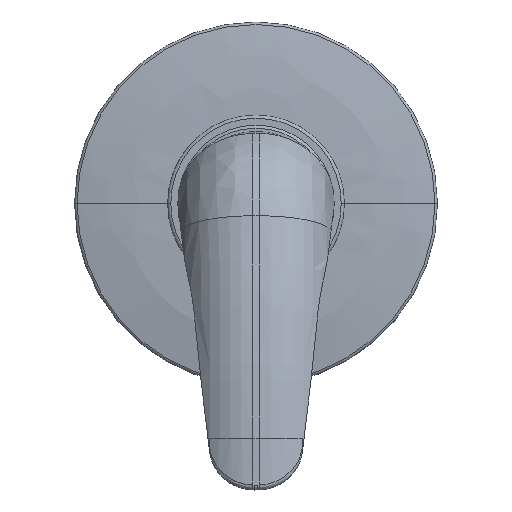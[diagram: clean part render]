
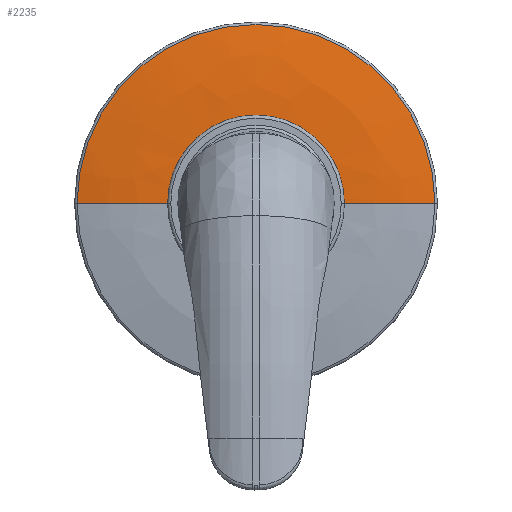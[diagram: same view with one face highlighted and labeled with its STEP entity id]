
A CAD part, top view. The second image highlights one B-rep face of the part: STEP entity #2235.
In plain terms, the highlighted free-form (B-spline) face has degree [3, 3] with [7, 4] control points.
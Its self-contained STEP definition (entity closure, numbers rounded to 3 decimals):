
#78=CARTESIAN_POINT('',(0.,0.,43.999));
#79=DIRECTION('',(0.,0.,-1.));
#80=DIRECTION('',(-1.,0.,0.));
#81=AXIS2_PLACEMENT_3D('',#78,#79,#80);
#83=CARTESIAN_POINT('',(0.,0.,41.16));
#84=DIRECTION('',(0.,0.,1.));
#85=DIRECTION('',(1.,0.,0.));
#86=AXIS2_PLACEMENT_3D('',#83,#84,#85);
#93=CARTESIAN_POINT('',(28.144,0.,-106.));
#94=DIRECTION('',(0.,-1.,0.));
#95=DIRECTION('',(0.194,0.,0.981));
#96=AXIS2_PLACEMENT_3D('',#93,#94,#95);
#103=CARTESIAN_POINT('',(-28.144,0.,-106.));
#104=DIRECTION('',(0.,1.,0.));
#105=DIRECTION('',(-0.194,0.,0.981));
#106=AXIS2_PLACEMENT_3D('',#103,#104,#105);
#1993=CARTESIAN_POINT('',(57.194,0.,41.16));
#1994=CARTESIAN_POINT('',(-57.194,0.,
41.16));
#1995=VERTEX_POINT('',#1993);
#1996=VERTEX_POINT('',#1994);
#2013=CARTESIAN_POINT('',(-27.5,0.,43.999));
#2014=CARTESIAN_POINT('',(27.5,0.,43.999));
#2015=VERTEX_POINT('',#2013);
#2016=VERTEX_POINT('',#2014);
#2197=CARTESIAN_POINT('',(-26.849,-1.689,
43.995));
#2198=CARTESIAN_POINT('',(-37.205,-2.341,
44.081));
#2199=CARTESIAN_POINT('',(-47.514,-2.989,
43.093));
#2200=CARTESIAN_POINT('',(-57.666,-3.628,
41.043));
#2201=CARTESIAN_POINT('',(-27.889,14.834,43.995));
#2202=CARTESIAN_POINT('',(-38.645,20.555,44.081));
#2203=CARTESIAN_POINT('',(-49.354,26.251,43.093));
#2204=CARTESIAN_POINT('',(-59.898,31.859,41.043));
#2205=CARTESIAN_POINT('',(-16.556,26.902,43.995));
#2206=CARTESIAN_POINT('',(-22.941,37.279,44.081));
#2207=CARTESIAN_POINT('',(-29.298,47.608,43.093));
#2208=CARTESIAN_POINT('',(-35.558,57.78,41.043));
#2209=CARTESIAN_POINT('',(0.,26.902,43.995));
#2210=CARTESIAN_POINT('',(0.,37.279,44.081));
#2211=CARTESIAN_POINT('',(0.,47.608,43.093));
#2212=CARTESIAN_POINT('',(0.,57.78,41.043));
#2213=CARTESIAN_POINT('',(16.556,26.902,43.995));
#2214=CARTESIAN_POINT('',(22.941,37.279,44.081));
#2215=CARTESIAN_POINT('',(29.298,47.608,43.093));
#2216=CARTESIAN_POINT('',(35.558,57.78,41.043));
#2217=CARTESIAN_POINT('',(27.889,14.834,43.995));
#2218=CARTESIAN_POINT('',(38.645,20.555,44.081));
#2219=CARTESIAN_POINT('',(49.354,26.251,43.093));
#2220=CARTESIAN_POINT('',(59.898,31.859,41.043));
#2221=CARTESIAN_POINT('',(26.849,-1.689,43.995));
#2222=CARTESIAN_POINT('',(37.205,-2.341,44.081));
#2223=CARTESIAN_POINT('',(47.514,-2.989,43.093));
#2224=CARTESIAN_POINT('',(57.666,-3.628,41.043));
#2225=(BOUNDED_SURFACE()B_SPLINE_SURFACE(3,3,((#2197,#2198,#2199,#2200),(#2201,
#2202,#2203,#2204),(#2205,#2206,#2207,#2208),(#2209,#2210,#2211,#2212),(#2213,
#2214,#2215,#2216),(#2217,#2218,#2219,#2220),(#2221,#2222,#2223,#2224)),
.UNSPECIFIED.,.F.,.F.,.F.)B_SPLINE_SURFACE_WITH_KNOTS((4,3,4),(4,4),(0.,1.,
2.),(0.,1.),.UNSPECIFIED.)GEOMETRIC_REPRESENTATION_ITEM()RATIONAL_B_SPLINE_SURFACE(((1.19,1.186,1.186,1.19),(
0.94,0.937,0.937,0.94),(
0.94,0.937,0.937,0.94),(
1.19,1.186,1.186,1.19),(
0.94,0.937,0.937,0.94),(
0.94,0.937,0.937,0.94),(
1.19,1.186,1.186,1.19)))REPRESENTATION_ITEM('')SURFACE());
#2226=ORIENTED_EDGE('',*,*,#2183,.F.);
#2228=ORIENTED_EDGE('',*,*,#2227,.F.);
#2230=ORIENTED_EDGE('',*,*,#2229,.F.);
#2232=ORIENTED_EDGE('',*,*,#2231,.T.);
#2233=EDGE_LOOP('',(#2226,#2228,#2230,#2232));
#2234=FACE_OUTER_BOUND('',#2233,.F.);
#2235=ADVANCED_FACE('',(#2234),#2225,.T.);
#82=CIRCLE('',#81,27.5);
#87=CIRCLE('',#86,57.194);
#97=CIRCLE('',#96,150.);
#107=CIRCLE('',#106,150.);
#2183=EDGE_CURVE('',#2015,#2016,#82,.T.);
#2227=EDGE_CURVE('',#1996,#2015,#107,.T.);
#2229=EDGE_CURVE('',#1995,#1996,#87,.T.);
#2231=EDGE_CURVE('',#1995,#2016,#97,.T.);
